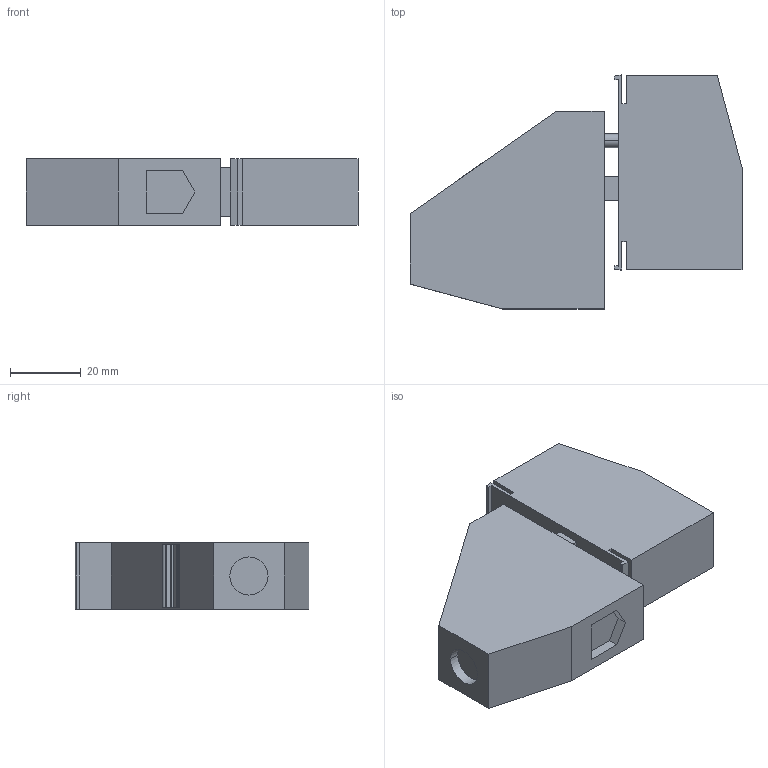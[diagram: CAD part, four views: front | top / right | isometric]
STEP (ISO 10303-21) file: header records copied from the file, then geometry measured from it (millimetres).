
FILE_DESCRIPTION(('SolidDesigner STEP Export'),'2;1');
FILE_NAME('0714095_hdfkv50-z_select.stp','2008-10-22T11:05:24',(''),(''),'OneSpace Designer STEP processor for AP214 (Solid Model)','OneSpace Designer 14.50 18-Oct-2006 (C) CoCreate Software GmbH','');
FILE_SCHEMA(('AUTOMOTIVE_DESIGN { 1 0 10303 214 1 1 1 1 }'));
Length unit declared in the file: millimetre
Products named in the file (2): 0714095_hdfkv50-z_select
Assembly tree (1 placements, depth 2):
  0714095_hdfkv50-z_select
    0714095_hdfkv50-z_select
Bounding box: 94 x 66.24 x 18.8 mm (x, y, z)
Volume: 77445.1 mm3; surface area: 16902.9 mm2
Topology: 1 solids, 1 shells, 105 faces, 285 edges, 190 vertices
Faces by surface type: plane 79, cylinder 26
Entity records: 4015 total; most frequent: ORIENTED_EDGE 570, CARTESIAN_POINT 549, DIRECTION 485, EDGE_CURVE 285, VECTOR 233, LINE 233, VERTEX_POINT 190, AXIS2_PLACEMENT_3D 126
